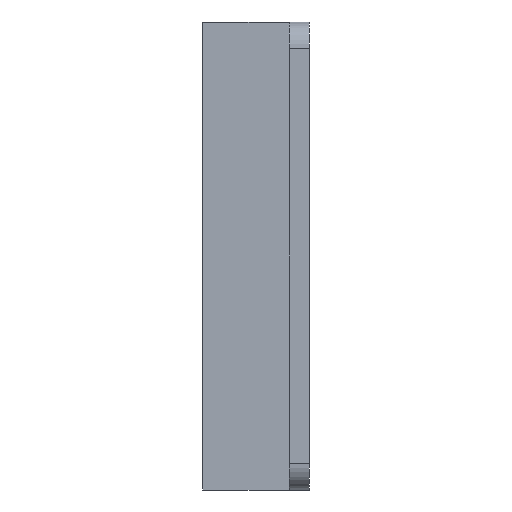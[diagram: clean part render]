
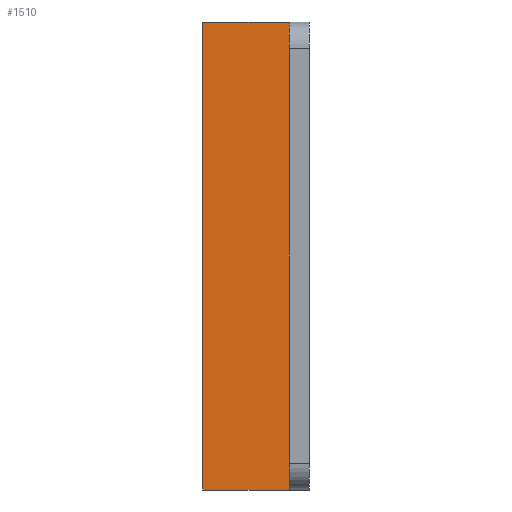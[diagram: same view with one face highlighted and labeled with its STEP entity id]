
A CAD part, left-side view. The second image highlights one B-rep face of the part: STEP entity #1510.
In plain terms, the highlighted planar face has unit normal (-1, 0, 0).
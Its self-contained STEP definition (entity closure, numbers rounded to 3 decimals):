
#108 = CARTESIAN_POINT ( 'NONE',  ( -19.5, 8., -17.5 ) ) ;
#115 = VECTOR ( 'NONE', #1701, 1000. ) ;
#122 = EDGE_CURVE ( 'NONE', #172, #849, #1226, .T. ) ;
#150 = CARTESIAN_POINT ( 'NONE',  ( -19.5, 8., 17.5 ) ) ;
#172 = VERTEX_POINT ( 'NONE', #150 ) ;
#210 = LINE ( 'NONE', #966, #1597 ) ;
#322 = AXIS2_PLACEMENT_3D ( 'NONE', #108, #1595, #513 ) ;
#362 = LINE ( 'NONE', #1178, #667 ) ;
#393 = CARTESIAN_POINT ( 'NONE',  ( -19.5, 8., -17.5 ) ) ;
#405 = VERTEX_POINT ( 'NONE', #835 ) ;
#443 = ORIENTED_EDGE ( 'NONE', *, *, #1706, .T. ) ;
#508 = EDGE_CURVE ( 'NONE', #405, #1548, #362, .T. ) ;
#513 = DIRECTION ( 'NONE',  ( 0., 0., 1. ) ) ;
#580 = FACE_OUTER_BOUND ( 'NONE', #1509, .T. ) ;
#667 = VECTOR ( 'NONE', #781, 1000. ) ;
#689 = LINE ( 'NONE', #1429, #115 ) ;
#736 = ORIENTED_EDGE ( 'NONE', *, *, #122, .T. ) ;
#781 = DIRECTION ( 'NONE',  ( 0., 0., -1. ) ) ;
#817 = DIRECTION ( 'NONE',  ( 0., 0., -1. ) ) ;
#820 = EDGE_CURVE ( 'NONE', #172, #405, #689, .T. ) ;
#835 = CARTESIAN_POINT ( 'NONE',  ( -19.5, 1.5, 17.5 ) ) ;
#849 = VERTEX_POINT ( 'NONE', #1324 ) ;
#966 = CARTESIAN_POINT ( 'NONE',  ( -19.5, 8., -17.5 ) ) ;
#1036 = CARTESIAN_POINT ( 'NONE',  ( -19.5, 1.5, -17.5 ) ) ;
#1123 = DIRECTION ( 'NONE',  ( 0., -1., 0. ) ) ;
#1178 = CARTESIAN_POINT ( 'NONE',  ( -19.5, 1.5, -17.5 ) ) ;
#1185 = ORIENTED_EDGE ( 'NONE', *, *, #820, .F. ) ;
#1226 = LINE ( 'NONE', #393, #1310 ) ;
#1310 = VECTOR ( 'NONE', #817, 1000. ) ;
#1324 = CARTESIAN_POINT ( 'NONE',  ( -19.5, 8., -17.5 ) ) ;
#1429 = CARTESIAN_POINT ( 'NONE',  ( -19.5, 8., 17.5 ) ) ;
#1457 = PLANE ( 'NONE',  #322 ) ;
#1509 = EDGE_LOOP ( 'NONE', ( #1185, #736, #443, #1737 ) ) ;
#1510 = ADVANCED_FACE ( 'NONE', ( #580 ), #1457, .T. ) ;
#1548 = VERTEX_POINT ( 'NONE', #1036 ) ;
#1595 = DIRECTION ( 'NONE',  ( -1., 0., 0. ) ) ;
#1597 = VECTOR ( 'NONE', #1123, 1000. ) ;
#1701 = DIRECTION ( 'NONE',  ( 0., -1., 0. ) ) ;
#1706 = EDGE_CURVE ( 'NONE', #849, #1548, #210, .T. ) ;
#1737 = ORIENTED_EDGE ( 'NONE', *, *, #508, .F. ) ;
